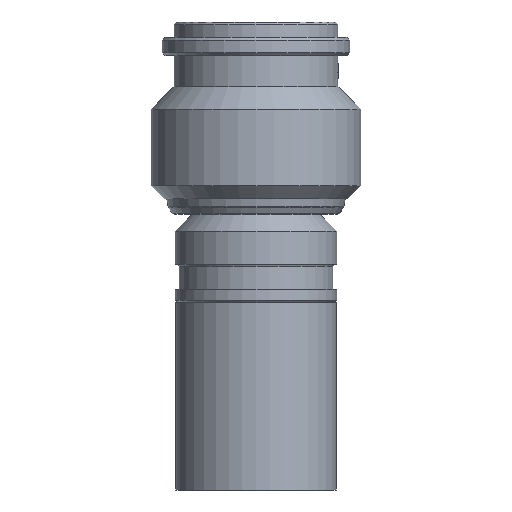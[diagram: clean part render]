
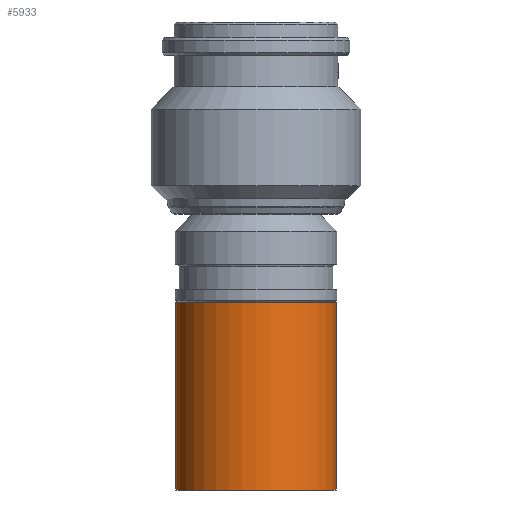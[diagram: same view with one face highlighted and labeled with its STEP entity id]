
A CAD part, front view. The second image highlights one B-rep face of the part: STEP entity #5933.
In plain terms, the highlighted cylindrical face has radius 6.225 mm (diameter 12.45 mm), a partial arc.
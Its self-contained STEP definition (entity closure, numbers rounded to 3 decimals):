
#898 = CARTESIAN_POINT ( 'NONE',  ( -6.225, 0., -20.8 ) ) ;
#950 = CARTESIAN_POINT ( 'NONE',  ( 0., 0., -35.3 ) ) ;
#955 = CIRCLE ( 'NONE', #966, 6.225 ) ;
#961 = DIRECTION ( 'NONE',  ( 1., 0., 0. ) ) ;
#965 = DIRECTION ( 'NONE',  ( 0., 0., 1. ) ) ;
#966 = AXIS2_PLACEMENT_3D ( 'NONE', #950, #965, #961 ) ;
#972 = DIRECTION ( 'NONE',  ( 1., 0., 0. ) ) ;
#973 = DIRECTION ( 'NONE',  ( 0., 0., 1. ) ) ;
#976 = AXIS2_PLACEMENT_3D ( 'NONE', #979, #973, #972 ) ;
#979 = CARTESIAN_POINT ( 'NONE',  ( 0., 0., -20.8 ) ) ;
#986 = CIRCLE ( 'NONE', #976, 6.225 ) ;
#1004 = CARTESIAN_POINT ( 'NONE',  ( -6.225, 0., -35.3 ) ) ;
#1006 = CARTESIAN_POINT ( 'NONE',  ( 6.225, 0., -20.8 ) ) ;
#1022 = CARTESIAN_POINT ( 'NONE',  ( 6.225, 0., -35.3 ) ) ;
#1063 = DIRECTION ( 'NONE',  ( 0., 0., 1. ) ) ;
#1064 = CARTESIAN_POINT ( 'NONE',  ( -6.225, 0., -19.39 ) ) ;
#1065 = LINE ( 'NONE', #1064, #1067 ) ;
#1067 = VECTOR ( 'NONE', #1063, 1000. ) ;
#1218 = LINE ( 'NONE', #1226, #1219 ) ;
#1219 = VECTOR ( 'NONE', #1225, 1000. ) ;
#1225 = DIRECTION ( 'NONE',  ( 0., 0., 1. ) ) ;
#1226 = CARTESIAN_POINT ( 'NONE',  ( 6.225, 0., -19.39 ) ) ;
#1293 = AXIS2_PLACEMENT_3D ( 'NONE', #1296, #1300, #1318 ) ;
#1296 = CARTESIAN_POINT ( 'NONE',  ( 0., 0., -19.39 ) ) ;
#1300 = DIRECTION ( 'NONE',  ( 0., 0., 1. ) ) ;
#1301 = CYLINDRICAL_SURFACE ( 'NONE', #1293, 6.225 ) ;
#1318 = DIRECTION ( 'NONE',  ( 1., 0., 0. ) ) ;
#1337 = FACE_OUTER_BOUND ( 'NONE', #5916, .T. ) ;
#5260 = VERTEX_POINT ( 'NONE', #898 ) ;
#5399 = EDGE_CURVE ( 'NONE', #5461, #5623, #955, .T. ) ;
#5454 = VERTEX_POINT ( 'NONE', #1006 ) ;
#5461 = VERTEX_POINT ( 'NONE', #1004 ) ;
#5593 = ORIENTED_EDGE ( 'NONE', *, *, #5862, .T. ) ;
#5594 = ORIENTED_EDGE ( 'NONE', *, *, #5758, .F. ) ;
#5598 = EDGE_CURVE ( 'NONE', #5260, #5454, #986, .T. ) ;
#5623 = VERTEX_POINT ( 'NONE', #1022 ) ;
#5711 = ORIENTED_EDGE ( 'NONE', *, *, #5598, .F. ) ;
#5758 = EDGE_CURVE ( 'NONE', #5461, #5260, #1065, .T. ) ;
#5862 = EDGE_CURVE ( 'NONE', #5623, #5454, #1218, .T. ) ;
#5916 = EDGE_LOOP ( 'NONE', ( #5594, #5956, #5593, #5711 ) ) ;
#5933 = ADVANCED_FACE ( 'NONE', ( #1337 ), #1301, .T. ) ;
#5956 = ORIENTED_EDGE ( 'NONE', *, *, #5399, .T. ) ;
